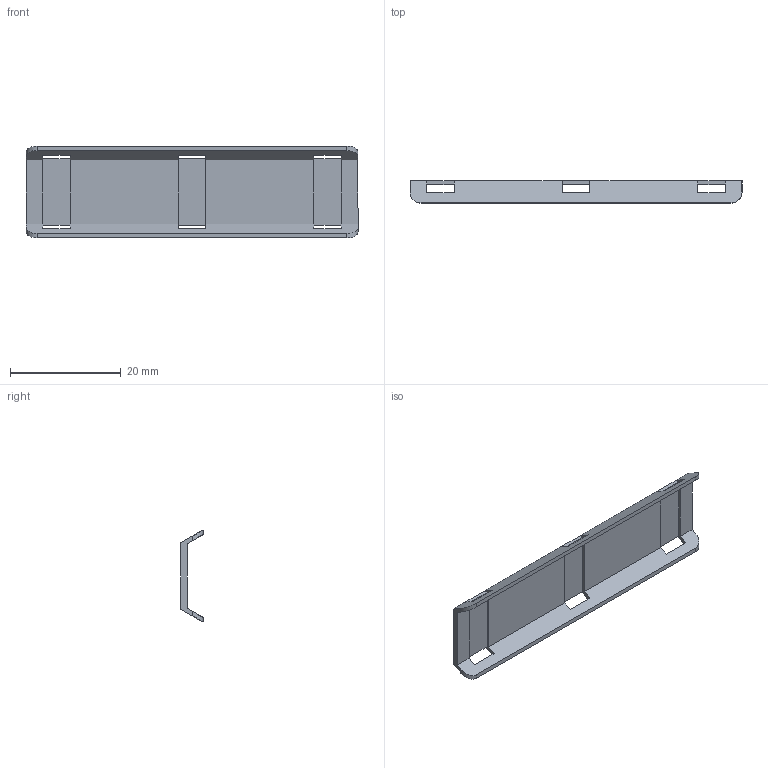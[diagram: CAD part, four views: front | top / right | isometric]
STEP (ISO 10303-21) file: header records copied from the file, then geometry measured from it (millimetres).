
FILE_DESCRIPTION(('SolidDesigner STEP Export'),'2;1');
FILE_NAME('0820468_UC_WMTBA_60X11-select.stp','2017-04-04T10:49:37',(''),(''),'Creo Elements/Direct Modeling STEP processor for AP214 (Solid Model)','Creo Elements/Direct Modeling 18.1G 27-Feb-2015 (C) Parametric Technology GmbH','');
FILE_SCHEMA(('AUTOMOTIVE_DESIGN { 1 0 10303 214 1 1 1 1 }'));
Length unit declared in the file: millimetre
Products named in the file (2): 0820468_UC_WMTBA_60X11-select
Assembly tree (1 placements, depth 2):
  0820468_UC_WMTBA_60X11-select
    0820468_UC_WMTBA_60X11-select
Bounding box: 60 x 4 x 16.62 mm (x, y, z)
Volume: 1001.1 mm3; surface area: 2469.9 mm2
Topology: 1 solids, 1 shells, 38 faces, 132 edges, 84 vertices
Faces by surface type: plane 34, cylinder 4
Entity records: 1761 total; most frequent: ORIENTED_EDGE 264, CARTESIAN_POINT 256, DIRECTION 220, EDGE_CURVE 132, VECTOR 124, LINE 124, VERTEX_POINT 84, AXIS2_PLACEMENT_3D 48
